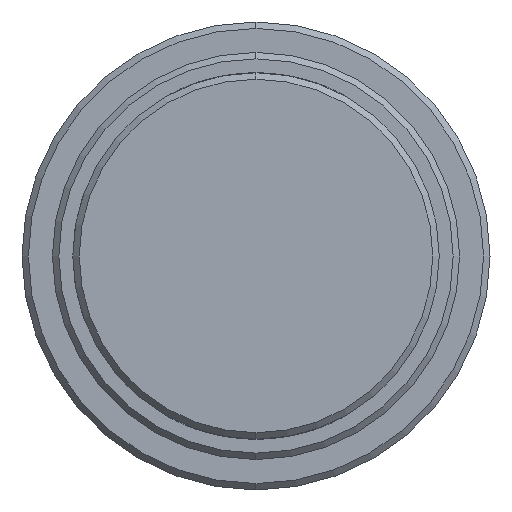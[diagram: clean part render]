
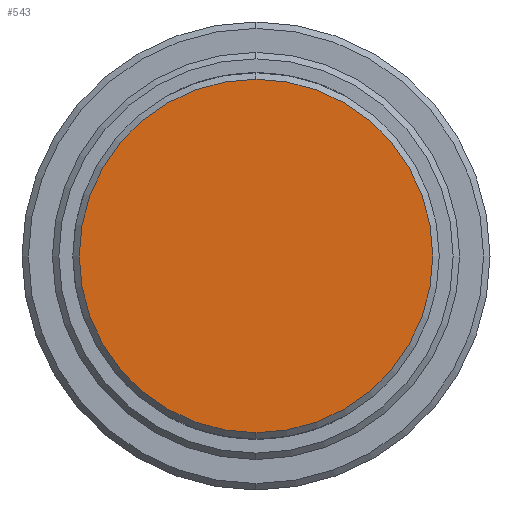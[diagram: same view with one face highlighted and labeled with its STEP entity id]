
A CAD part, left-side view. The second image highlights one B-rep face of the part: STEP entity #543.
In plain terms, the highlighted planar face has unit normal (-1, 0, 0).
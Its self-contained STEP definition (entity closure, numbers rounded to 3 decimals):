
#16 = AXIS2_PLACEMENT_3D ( 'NONE', #2202, #243, #430 ) ;
#56 = VERTEX_POINT ( 'NONE', #2690 ) ;
#82 = VERTEX_POINT ( 'NONE', #1138 ) ;
#111 = DIRECTION ( 'NONE',  ( 0., 0., -1. ) ) ;
#243 = DIRECTION ( 'NONE',  ( 1., 0., 0. ) ) ;
#379 = EDGE_LOOP ( 'NONE', ( #937, #744 ) ) ;
#430 = DIRECTION ( 'NONE',  ( 0., 0., -1. ) ) ;
#543 = ADVANCED_FACE ( 'NONE', ( #2509 ), #1304, .F. ) ;
#641 = CIRCLE ( 'NONE', #2388, 27.575 ) ;
#696 = EDGE_CURVE ( 'NONE', #82, #56, #1966, .T. ) ;
#744 = ORIENTED_EDGE ( 'NONE', *, *, #696, .T. ) ;
#922 = DIRECTION ( 'NONE',  ( 0., 0., -1. ) ) ;
#937 = ORIENTED_EDGE ( 'NONE', *, *, #1825, .T. ) ;
#1011 = DIRECTION ( 'NONE',  ( -1., 0., 0. ) ) ;
#1138 = CARTESIAN_POINT ( 'NONE',  ( 0., 0., 27.575 ) ) ;
#1304 = PLANE ( 'NONE',  #16 ) ;
#1391 = CARTESIAN_POINT ( 'NONE',  ( 0., 0., 0. ) ) ;
#1825 = EDGE_CURVE ( 'NONE', #56, #82, #641, .T. ) ;
#1966 = CIRCLE ( 'NONE', #2089, 27.575 ) ;
#2035 = DIRECTION ( 'NONE',  ( -1., 0., 0. ) ) ;
#2089 = AXIS2_PLACEMENT_3D ( 'NONE', #1391, #2035, #922 ) ;
#2202 = CARTESIAN_POINT ( 'NONE',  ( 0., 0., 0. ) ) ;
#2388 = AXIS2_PLACEMENT_3D ( 'NONE', #2806, #1011, #111 ) ;
#2509 = FACE_OUTER_BOUND ( 'NONE', #379, .T. ) ;
#2690 = CARTESIAN_POINT ( 'NONE',  ( 0., 0., -27.575 ) ) ;
#2806 = CARTESIAN_POINT ( 'NONE',  ( 0., 0., 0. ) ) ;
